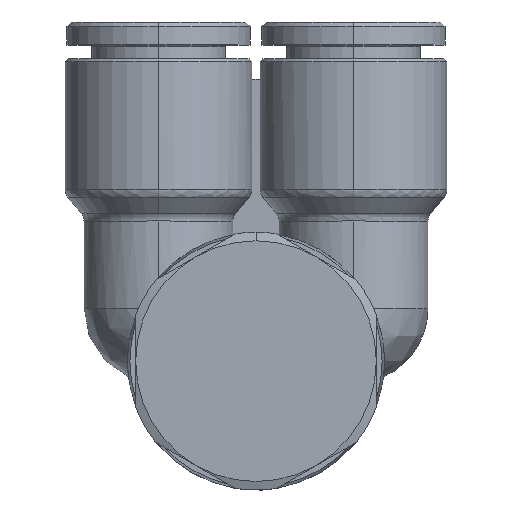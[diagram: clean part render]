
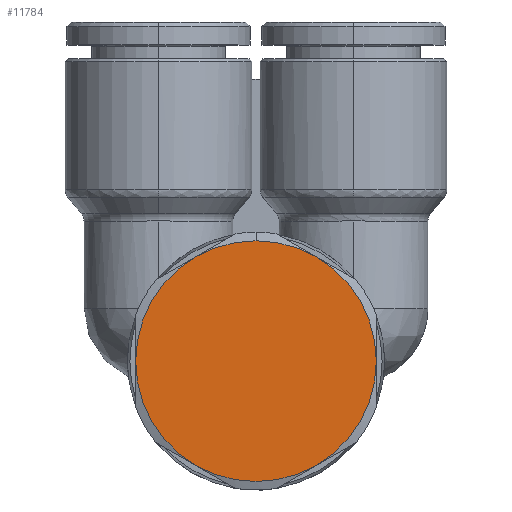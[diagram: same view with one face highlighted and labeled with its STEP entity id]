
A CAD part, top view. The second image highlights one B-rep face of the part: STEP entity #11784.
In plain terms, the highlighted planar face has unit normal (0, 0, 1).
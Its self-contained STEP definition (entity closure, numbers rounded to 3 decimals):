
#433 = CARTESIAN_POINT ( 'NONE',  ( -3.493, 3.25, 14.5 ) ) ;
#579 = ORIENTED_EDGE ( 'NONE', *, *, #20071, .F. ) ;
#1326 = AXIS2_PLACEMENT_3D ( 'NONE', #11365, #9338, #2634 ) ;
#2119 = AXIS2_PLACEMENT_3D ( 'NONE', #13886, #25755, #18955 ) ;
#2439 = EDGE_CURVE ( 'NONE', #24770, #23074, #8131, .T. ) ;
#2634 = DIRECTION ( 'NONE',  ( -1., 0., 0. ) ) ;
#3113 = VERTEX_POINT ( 'NONE', #16610 ) ;
#4166 = CARTESIAN_POINT ( 'NONE',  ( 5.6, 8.5, 14.5 ) ) ;
#4434 = CARTESIAN_POINT ( 'NONE',  ( -4.9, 8.5, 14.5 ) ) ;
#4622 = AXIS2_PLACEMENT_3D ( 'NONE', #24019, #10111, #28681 ) ;
#5006 = AXIS2_PLACEMENT_3D ( 'NONE', #24824, #24513, #22465 ) ;
#5348 = CARTESIAN_POINT ( 'NONE',  ( 5.6, 8.5, 14.5 ) ) ;
#5648 = PLANE ( 'NONE',  #29874 ) ;
#5976 = DIRECTION ( 'NONE',  ( -1., 0., 0. ) ) ;
#6983 = CARTESIAN_POINT ( 'NONE',  ( -3.493, 13.75, 14.5 ) ) ;
#7728 = CIRCLE ( 'NONE', #9391, 10.5 ) ;
#7765 = DIRECTION ( 'NONE',  ( 1., 0., 0. ) ) ;
#8131 = CIRCLE ( 'NONE', #5006, 10.5 ) ;
#9338 = DIRECTION ( 'NONE',  ( 0., 0., -1. ) ) ;
#9391 = AXIS2_PLACEMENT_3D ( 'NONE', #19139, #9922, #16615 ) ;
#9533 = ORIENTED_EDGE ( 'NONE', *, *, #12131, .F. ) ;
#9922 = DIRECTION ( 'NONE',  ( 0., 0., -1. ) ) ;
#10111 = DIRECTION ( 'NONE',  ( 0., 0., -1. ) ) ;
#10283 = CARTESIAN_POINT ( 'NONE',  ( 14.693, 3.25, 14.5 ) ) ;
#10315 = DIRECTION ( 'NONE',  ( 0., 0., -1. ) ) ;
#10409 = CARTESIAN_POINT ( 'NONE',  ( 5.6, 8.5, 14.5 ) ) ;
#10445 = EDGE_CURVE ( 'NONE', #23074, #26890, #7728, .T. ) ;
#10718 = CIRCLE ( 'NONE', #2119, 10.5 ) ;
#10984 = DIRECTION ( 'NONE',  ( 0., 0., -1. ) ) ;
#11365 = CARTESIAN_POINT ( 'NONE',  ( 5.6, 8.5, 14.5 ) ) ;
#11784 = ADVANCED_FACE ( 'NONE', ( #19915 ), #5648, .T. ) ;
#12131 = EDGE_CURVE ( 'NONE', #27550, #24770, #21728, .T. ) ;
#12271 = CARTESIAN_POINT ( 'NONE',  ( 5.6, 19., 14.5 ) ) ;
#12895 = AXIS2_PLACEMENT_3D ( 'NONE', #10409, #10315, #5976 ) ;
#13886 = CARTESIAN_POINT ( 'NONE',  ( 5.6, 8.5, 14.5 ) ) ;
#16610 = CARTESIAN_POINT ( 'NONE',  ( 5.6, -2., 14.5 ) ) ;
#16615 = DIRECTION ( 'NONE',  ( -1., 0., 0. ) ) ;
#17372 = CARTESIAN_POINT ( 'NONE',  ( 14.693, 13.75, 14.5 ) ) ;
#18955 = DIRECTION ( 'NONE',  ( -1., 0., 0. ) ) ;
#19139 = CARTESIAN_POINT ( 'NONE',  ( 5.6, 8.5, 14.5 ) ) ;
#19915 = FACE_OUTER_BOUND ( 'NONE', #21755, .T. ) ;
#20071 = EDGE_CURVE ( 'NONE', #21521, #3113, #24593, .T. ) ;
#20080 = EDGE_CURVE ( 'NONE', #26890, #21541, #30056, .T. ) ;
#21521 = VERTEX_POINT ( 'NONE', #10283 ) ;
#21541 = VERTEX_POINT ( 'NONE', #17372 ) ;
#21728 = CIRCLE ( 'NONE', #1326, 10.5 ) ;
#21755 = EDGE_LOOP ( 'NONE', ( #22642, #26527, #9533, #28165, #579, #29144, #22369 ) ) ;
#21820 = DIRECTION ( 'NONE',  ( 0., 0., 1. ) ) ;
#22331 = DIRECTION ( 'NONE',  ( -1., 0., 0. ) ) ;
#22369 = ORIENTED_EDGE ( 'NONE', *, *, #20080, .F. ) ;
#22465 = DIRECTION ( 'NONE',  ( -1., 0., 0. ) ) ;
#22642 = ORIENTED_EDGE ( 'NONE', *, *, #10445, .F. ) ;
#23074 = VERTEX_POINT ( 'NONE', #6983 ) ;
#24018 = AXIS2_PLACEMENT_3D ( 'NONE', #4166, #10984, #22331 ) ;
#24019 = CARTESIAN_POINT ( 'NONE',  ( 5.6, 8.5, 14.5 ) ) ;
#24513 = DIRECTION ( 'NONE',  ( 0., 0., -1. ) ) ;
#24593 = CIRCLE ( 'NONE', #12895, 10.5 ) ;
#24770 = VERTEX_POINT ( 'NONE', #4434 ) ;
#24824 = CARTESIAN_POINT ( 'NONE',  ( 5.6, 8.5, 14.5 ) ) ;
#25755 = DIRECTION ( 'NONE',  ( 0., 0., -1. ) ) ;
#26527 = ORIENTED_EDGE ( 'NONE', *, *, #2439, .F. ) ;
#26890 = VERTEX_POINT ( 'NONE', #12271 ) ;
#27550 = VERTEX_POINT ( 'NONE', #433 ) ;
#28165 = ORIENTED_EDGE ( 'NONE', *, *, #28907, .F. ) ;
#28681 = DIRECTION ( 'NONE',  ( -1., 0., 0. ) ) ;
#28907 = EDGE_CURVE ( 'NONE', #3113, #27550, #28932, .T. ) ;
#28932 = CIRCLE ( 'NONE', #24018, 10.5 ) ;
#29144 = ORIENTED_EDGE ( 'NONE', *, *, #29935, .F. ) ;
#29874 = AXIS2_PLACEMENT_3D ( 'NONE', #5348, #21820, #7765 ) ;
#29935 = EDGE_CURVE ( 'NONE', #21541, #21521, #10718, .T. ) ;
#30056 = CIRCLE ( 'NONE', #4622, 10.5 ) ;
